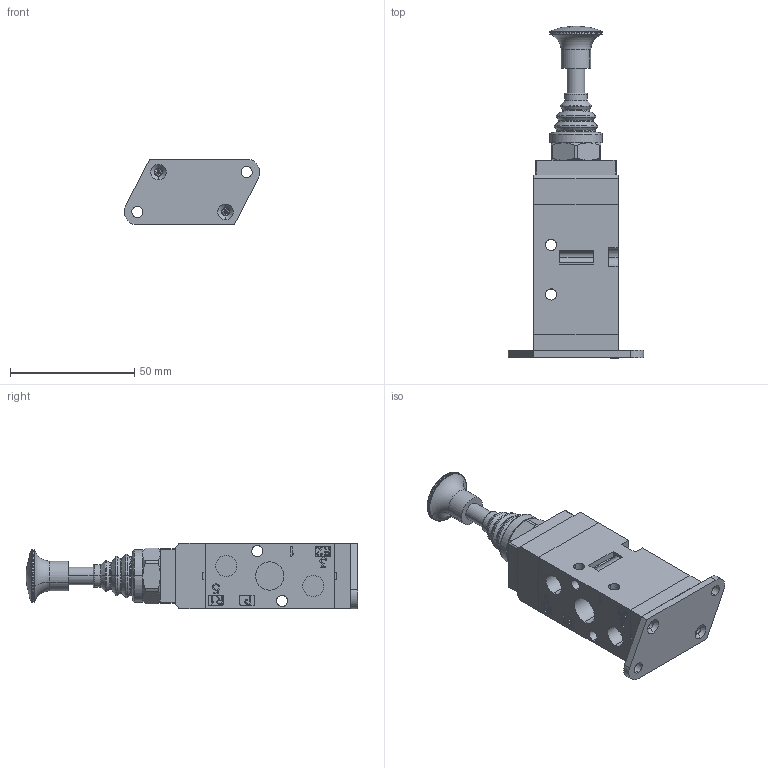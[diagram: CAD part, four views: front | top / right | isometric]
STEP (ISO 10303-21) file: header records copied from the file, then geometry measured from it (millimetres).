
FILE_DESCRIPTION (( 'STEP AP203' ), '1' );
FILE_NAME ('kmv410-d-p.step', '2019-10-01T08:17:29', ( 'yrd8' ), ( 'Hewlett-Packard Company' ), 'SwSTEP 2.0', 'SolidWorks 2008', '' );
FILE_SCHEMA (( 'CONFIG_CONTROL_DESIGN' ));
Length unit declared in the file: millimetre
Products named in the file (11): kmv410-d-p; SF 4000 BODY_ル遽; SF 4000 BODY COVER_ル遽; SF 4000 SEMY_ル遽; KMV-S; KMV Bellows-1; HEAD_晦獄 撲薑; LEVER GUIDE_晦獄 撲薑; KMV nut_釭餌ル衛橈擠; PlateBolt(M2.6xL5)_ル遽; TMV400-Plate
Assembly tree (11 placements, depth 3):
  kmv410-d-p
    SF 4000 BODY COVER_ル遽
    SF 4000 BODY_ル遽
    KMV-S
      HEAD_晦獄 撲薑
      LEVER GUIDE_晦獄 撲薑
      KMV nut_釭餌ル衛橈擠
      PlateBolt(M2.6xL5)_ル遽  x2
      KMV Bellows-1
    SF 4000 SEMY_ル遽
    TMV400-Plate
Bounding box: 54.49 x 133.51 x 26.5 mm (x, y, z)
Volume: 70297.2 mm3; surface area: 28751.3 mm2
Topology: 10 solids, 10 shells, 1315 faces, 3638 edges, 2360 vertices
Faces by surface type: plane 636, torus 248, cylinder 212, bspline 143, cone 74, sphere 2
Entity records: 48553 total; most frequent: CARTESIAN_POINT 15842, ORIENTED_EDGE 7092, DIRECTION 5954, EDGE_CURVE 3546, VERTEX_POINT 2318, AXIS2_PLACEMENT_3D 2160, VECTOR 1634, LINE 1634
